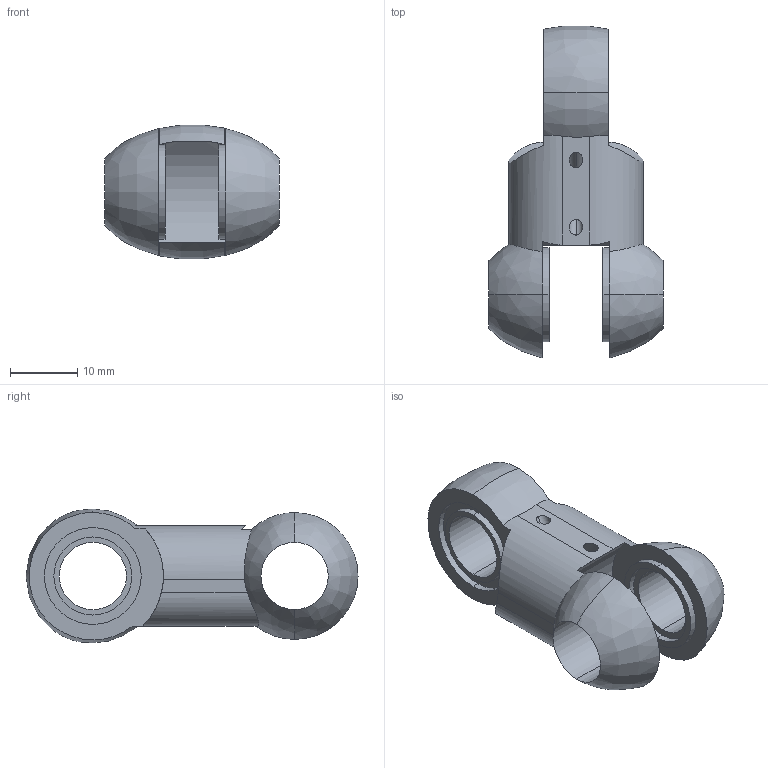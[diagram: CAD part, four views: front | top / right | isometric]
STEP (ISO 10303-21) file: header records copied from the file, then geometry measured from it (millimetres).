
FILE_DESCRIPTION (( 'STEP AP214' ), '1' );
FILE_NAME ('digit.STEP', '2023-03-19T00:28:46', ( '' ), ( '' ), 'SwSTEP 2.0', 'SolidWorks 2022', '' );
FILE_SCHEMA (( 'AUTOMOTIVE_DESIGN' ));
Length unit declared in the file: millimetre
Products named in the file (1): digit
Bounding box: 25.98 x 49.37 x 19.9 mm (x, y, z)
Volume: 7039.2 mm3; surface area: 4445.7 mm2
Topology: 1 solids, 1 shells, 62 faces, 148 edges, 94 vertices
Faces by surface type: cylinder 35, plane 16, bspline 7, torus 4
Entity records: 2227 total; most frequent: CARTESIAN_POINT 770, DIRECTION 300, ORIENTED_EDGE 296, EDGE_CURVE 148, AXIS2_PLACEMENT_3D 126, VERTEX_POINT 94, EDGE_LOOP 76, CIRCLE 70
